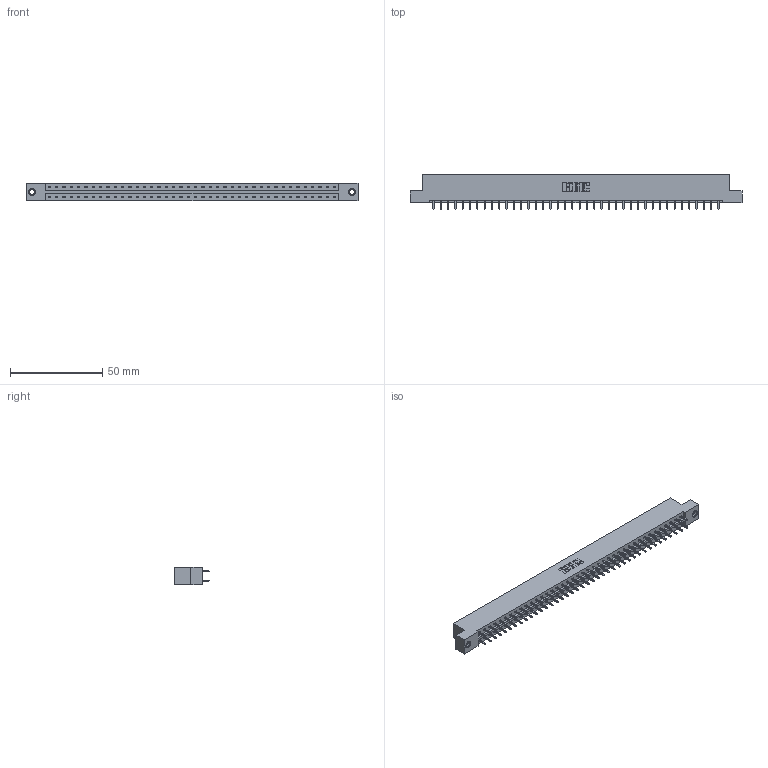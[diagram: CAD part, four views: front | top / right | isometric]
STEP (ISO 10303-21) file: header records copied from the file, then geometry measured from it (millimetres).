
FILE_DESCRIPTION (( 'STEP AP203' ), '1' );
FILE_NAME ('333-080-521-207.STEP', '2018-08-05T01:16:45', ( '' ), ( '' ), 'SwSTEP 2.0', 'SolidWorks 2016', '' );
FILE_SCHEMA (( 'CONFIG_CONTROL_DESIGN' ));
Length unit declared in the file: inch
Products named in the file (4): 333 Part_Flush - .156 Dia - TI; 345-292-001_345-293-121; 345-250-001_345-250-005-103; 333-080-521-207
Assembly tree (83 placements, depth 2):
  333-080-521-207
    333 Part_Flush - .156 Dia - TI
    345-292-001_345-293-121  x80
    345-250-001_345-250-005-103  x2
Bounding box: 180.04 x 19.06 x 9.4 mm (x, y, z)
Volume: 18315.7 mm3; surface area: 21436.2 mm2
Topology: 83 solids, 83 shells, 4334 faces, 12847 edges, 8450 vertices
Faces by surface type: plane 2982, cylinder 1336, cone 12, torus 4
Entity records: 27196 total; most frequent: CARTESIAN_POINT 4493, ORIENTED_EDGE 4422, DIRECTION 3873, EDGE_CURVE 2211, LINE 2063, VECTOR 2063, VERTEX_POINT 1468, AXIS2_PLACEMENT_3D 905
